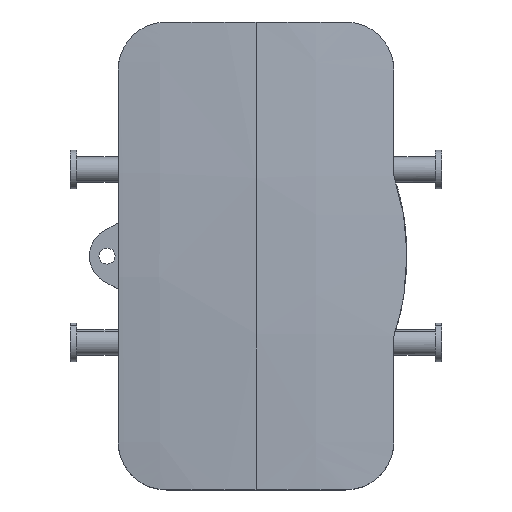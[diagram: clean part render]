
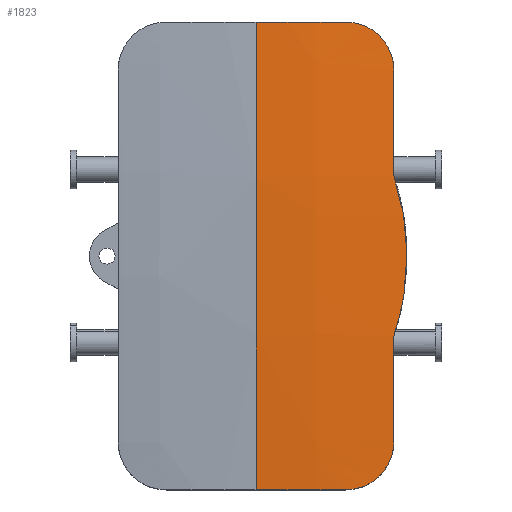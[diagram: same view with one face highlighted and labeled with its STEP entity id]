
A CAD part, top view. The second image highlights one B-rep face of the part: STEP entity #1823.
In plain terms, the highlighted face is a revolution surface.
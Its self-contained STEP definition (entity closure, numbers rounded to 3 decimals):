
#559=AXIS2_PLACEMENT_3D('Circle Axis2P3D',#557,#558,$) ;
#859=AXIS2_PLACEMENT_3D('Circle Axis2P3D',#857,#858,$) ;
#554=CARTESIAN_POINT('Vertex',(29.,73.,22.889)) ;
#557=CARTESIAN_POINT('Axis2P3D Location',(29.,73.,-126.)) ;
#561=CARTESIAN_POINT('Vertex',(43.,73.,22.229)) ;
#583=CARTESIAN_POINT('Control Point',(50.5,65.5,21.743)) ;
#584=CARTESIAN_POINT('Control Point',(50.5,67.859,21.627)) ;
#585=CARTESIAN_POINT('Control Point',(49.575,70.229,21.634)) ;
#586=CARTESIAN_POINT('Control Point',(47.697,72.085,21.795)) ;
#587=CARTESIAN_POINT('Control Point',(45.35,73.,22.007)) ;
#588=CARTESIAN_POINT('Control Point',(43.,73.,22.229)) ;
#589=CARTESIAN_POINT('Vertex',(50.5,65.5,21.743)) ;
#631=CARTESIAN_POINT('Control Point',(50.5,65.5,21.743)) ;
#632=CARTESIAN_POINT('Control Point',(50.5,62.202,21.904)) ;
#633=CARTESIAN_POINT('Control Point',(50.5,58.903,22.042)) ;
#634=CARTESIAN_POINT('Control Point',(50.5,55.602,22.158)) ;
#635=CARTESIAN_POINT('Control Point',(50.5,52.301,22.25)) ;
#636=CARTESIAN_POINT('Control Point',(50.5,49.,22.32)) ;
#637=CARTESIAN_POINT('Vertex',(50.5,49.,22.319)) ;
#791=CARTESIAN_POINT('Vertex',(50.5,24.,22.32)) ;
#795=CARTESIAN_POINT('Control Point',(50.5,7.5,21.743)) ;
#796=CARTESIAN_POINT('Control Point',(50.5,10.798,21.904)) ;
#797=CARTESIAN_POINT('Control Point',(50.5,14.097,22.042)) ;
#798=CARTESIAN_POINT('Control Point',(50.5,17.398,22.158)) ;
#799=CARTESIAN_POINT('Control Point',(50.5,20.699,22.25)) ;
#800=CARTESIAN_POINT('Control Point',(50.5,24.,22.32)) ;
#801=CARTESIAN_POINT('Vertex',(50.5,7.5,21.743)) ;
#831=CARTESIAN_POINT('Control Point',(50.5,7.5,21.743)) ;
#832=CARTESIAN_POINT('Control Point',(50.5,5.141,21.627)) ;
#833=CARTESIAN_POINT('Control Point',(49.575,2.771,21.634)) ;
#834=CARTESIAN_POINT('Control Point',(47.697,0.915,21.795)) ;
#835=CARTESIAN_POINT('Control Point',(45.35,0.,22.007)) ;
#836=CARTESIAN_POINT('Control Point',(43.,0.,22.229)) ;
#837=CARTESIAN_POINT('Vertex',(43.,0.,22.229)) ;
#857=CARTESIAN_POINT('Axis2P3D Location',(29.,0.,-126.)) ;
#861=CARTESIAN_POINT('Vertex',(29.,0.,22.889)) ;
#1783=CARTESIAN_POINT('Control Point',(29.,0.,22.889)) ;
#1784=CARTESIAN_POINT('Control Point',(29.,24.303,24.37)) ;
#1785=CARTESIAN_POINT('Control Point',(29.,48.697,24.37)) ;
#1786=CARTESIAN_POINT('Control Point',(29.,73.,22.889)) ;
#1798=CARTESIAN_POINT('Control Point',(29.,-0.021,22.887)) ;
#1799=CARTESIAN_POINT('Control Point',(29.,24.296,24.37)) ;
#1800=CARTESIAN_POINT('Control Point',(29.,48.704,24.37)) ;
#1801=CARTESIAN_POINT('Control Point',(29.,73.021,22.887)) ;
#1802=CARTESIAN_POINT('Axis1P Location',(29.,36.5,-126.)) ;
#1807=CARTESIAN_POINT('Control Point',(50.5,49.,22.319)) ;
#1808=CARTESIAN_POINT('Control Point',(52.539,42.973,22.151)) ;
#1809=CARTESIAN_POINT('Control Point',(53.268,36.5,22.062)) ;
#1810=CARTESIAN_POINT('Control Point',(52.539,30.027,22.151)) ;
#1811=CARTESIAN_POINT('Control Point',(50.5,24.,22.319)) ;
#558=DIRECTION('Axis2P3D Direction',(0.,-1.,0.)) ;
#858=DIRECTION('Axis2P3D Direction',(0.,-1.,0.)) ;
#1803=DIRECTION('Axis1P Direction',(0.,-1.,0.)) ;
#1804=AXIS1_PLACEMENT('Revolution Surface Axis1P',#1802,#1803) ;
#1814=ORIENTED_EDGE('',*,*,#1787,.F.) ;
#1815=ORIENTED_EDGE('',*,*,#863,.F.) ;
#1816=ORIENTED_EDGE('',*,*,#839,.F.) ;
#1817=ORIENTED_EDGE('',*,*,#803,.T.) ;
#1818=ORIENTED_EDGE('',*,*,#1812,.F.) ;
#1819=ORIENTED_EDGE('',*,*,#639,.F.) ;
#1820=ORIENTED_EDGE('',*,*,#591,.F.) ;
#1821=ORIENTED_EDGE('',*,*,#563,.T.) ;
#1823=ADVANCED_FACE('Housing',(#1822),#1805,.F.) ;
#582=B_SPLINE_CURVE_WITH_KNOTS('',5,(#583,#584,#585,#586,#587,#588),.UNSPECIFIED.,.F.,.U.,(6,6),(0.,17.152),.UNSPECIFIED.) ;
#630=B_SPLINE_CURVE_WITH_KNOTS('',5,(#631,#632,#633,#634,#635,#636),.UNSPECIFIED.,.F.,.U.,(6,6),(0.,23.349),.UNSPECIFIED.) ;
#794=B_SPLINE_CURVE_WITH_KNOTS('',5,(#795,#796,#797,#798,#799,#800),.UNSPECIFIED.,.F.,.U.,(6,6),(0.,23.349),.UNSPECIFIED.) ;
#830=B_SPLINE_CURVE_WITH_KNOTS('',5,(#831,#832,#833,#834,#835,#836),.UNSPECIFIED.,.F.,.U.,(6,6),(0.,17.152),.UNSPECIFIED.) ;
#1782=B_SPLINE_CURVE_WITH_KNOTS('',3,(#1783,#1784,#1785,#1786),.UNSPECIFIED.,.F.,.U.,(4,4),(905.955,979.046),.UNSPECIFIED.) ;
#1797=B_SPLINE_CURVE_WITH_KNOTS('',3,(#1798,#1799,#1800,#1801),.UNSPECIFIED.,.F.,.U.,(4,4),(905.934,979.067),.UNSPECIFIED.) ;
#1806=B_SPLINE_CURVE_WITH_KNOTS('',4,(#1807,#1808,#1809,#1810,#1811),.UNSPECIFIED.,.F.,.U.,(5,5),(0.,36.221),.UNSPECIFIED.) ;
#560=CIRCLE('generated circle',#559,148.889) ;
#860=CIRCLE('generated circle',#859,148.889) ;
#563=EDGE_CURVE('',#562,#555,#560,.T.) ;
#591=EDGE_CURVE('',#562,#590,#582,.F.) ;
#639=EDGE_CURVE('',#590,#638,#630,.T.) ;
#803=EDGE_CURVE('',#802,#792,#794,.T.) ;
#839=EDGE_CURVE('',#802,#838,#830,.T.) ;
#863=EDGE_CURVE('',#838,#862,#860,.T.) ;
#1787=EDGE_CURVE('',#862,#555,#1782,.T.) ;
#1812=EDGE_CURVE('',#638,#792,#1806,.T.) ;
#1813=EDGE_LOOP('',(#1814,#1815,#1816,#1817,#1818,#1819,#1820,#1821)) ;
#1822=FACE_OUTER_BOUND('',#1813,.T.) ;
#1805=SURFACE_OF_REVOLUTION('Surface of Revolution',#1797,#1804) ;
#555=VERTEX_POINT('',#554) ;
#562=VERTEX_POINT('',#561) ;
#590=VERTEX_POINT('',#589) ;
#638=VERTEX_POINT('',#637) ;
#792=VERTEX_POINT('',#791) ;
#802=VERTEX_POINT('',#801) ;
#838=VERTEX_POINT('',#837) ;
#862=VERTEX_POINT('',#861) ;
